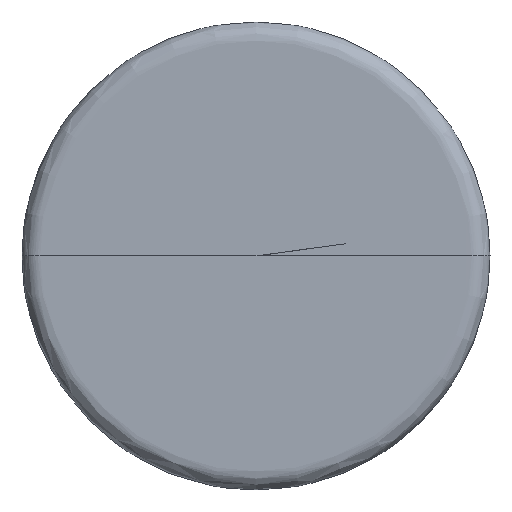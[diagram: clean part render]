
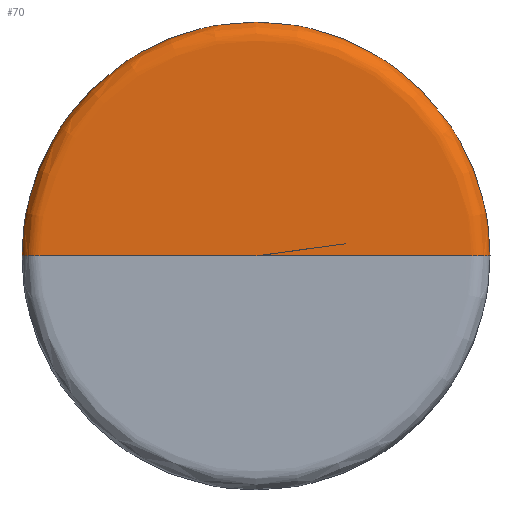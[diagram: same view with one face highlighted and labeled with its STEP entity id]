
A CAD part, top view. The second image highlights one B-rep face of the part: STEP entity #70.
In plain terms, the highlighted free-form (B-spline) face has degree [2, 2] with [9, 5] control points.
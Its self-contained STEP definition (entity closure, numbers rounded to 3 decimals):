
#35=(
BOUNDED_SURFACE()
B_SPLINE_SURFACE(2,2,((#978,#979,#980,#981,#982),(#983,#984,#985,#986,#987),
(#988,#989,#990,#991,#992),(#993,#994,#995,#996,#997),(#998,#999,#1000,
#1001,#1002),(#1003,#1004,#1005,#1006,#1007),(#1008,#1009,#1010,#1011,#1012),
(#1013,#1014,#1015,#1016,#1017),(#1018,#1019,#1020,#1021,#1022)),
 .UNSPECIFIED.,.F.,.F.,.F.)
B_SPLINE_SURFACE_WITH_KNOTS((3,2,2,2,3),(3,2,3),(0.,114.972,123.003,
131.034,303.655),(0.,250.232,500.465),
 .UNSPECIFIED.)
GEOMETRIC_REPRESENTATION_ITEM()
RATIONAL_B_SPLINE_SURFACE(((1.,0.707,1.,0.707,1.),
(1.,0.707,1.,0.707,1.),(1.,0.707,1.,
0.707,1.),(0.92,0.651,0.92,
0.651,0.92),(1.,0.707,1.,0.707,
1.),(0.92,0.651,0.92,0.651,
0.92),(1.,0.707,1.,0.707,1.),(0.874,
0.618,0.874,0.618,0.874),
(1.,0.707,1.,0.707,1.)))
REPRESENTATION_ITEM('')
SURFACE()
);
#70=ADVANCED_FACE('',(#98),#35,.T.);
#98=FACE_OUTER_BOUND('',#126,.T.);
#126=EDGE_LOOP('',(#220,#221,#222));
#220=ORIENTED_EDGE('',*,*,#287,.T.);
#221=ORIENTED_EDGE('',*,*,#286,.F.);
#222=ORIENTED_EDGE('',*,*,#285,.F.);
#285=EDGE_CURVE('',#381,#382,#344,.T.);
#286=EDGE_CURVE('',#382,#383,#345,.T.);
#287=EDGE_CURVE('',#381,#383,#346,.T.);
#344=(
BOUNDED_CURVE()
B_SPLINE_CURVE(2,(#1139,#1140,#1141,#1142,#1143,#1144,#1145,#1146,#1147),
 .UNSPECIFIED.,.F.,.F.)
B_SPLINE_CURVE_WITH_KNOTS((3,2,2,2,3),(0.,114.972,123.003,
131.034,303.655),.UNSPECIFIED.)
CURVE()
GEOMETRIC_REPRESENTATION_ITEM()
RATIONAL_B_SPLINE_CURVE((1.,1.,1.,0.92,1.,0.92,
1.,0.874,1.))
REPRESENTATION_ITEM('')
);
#345=(
BOUNDED_CURVE()
B_SPLINE_CURVE(2,(#1148,#1149,#1150,#1151,#1152),.UNSPECIFIED.,.F.,.F.)
B_SPLINE_CURVE_WITH_KNOTS((3,2,3),(-784.74,-588.555,
-392.37),.UNSPECIFIED.)
CURVE()
GEOMETRIC_REPRESENTATION_ITEM()
RATIONAL_B_SPLINE_CURVE((1.,0.707,1.,0.707,1.))
REPRESENTATION_ITEM('')
);
#346=(
BOUNDED_CURVE()
B_SPLINE_CURVE(2,(#1153,#1154,#1155,#1156,#1157,#1158,#1159,#1160,#1161),
 .UNSPECIFIED.,.F.,.F.)
B_SPLINE_CURVE_WITH_KNOTS((3,2,2,2,3),(0.,114.972,123.003,
131.034,303.655),.UNSPECIFIED.)
CURVE()
GEOMETRIC_REPRESENTATION_ITEM()
RATIONAL_B_SPLINE_CURVE((1.,1.,1.,0.92,1.,0.92,
1.,0.874,1.))
REPRESENTATION_ITEM('')
);
#381=VERTEX_POINT('',#1133);
#382=VERTEX_POINT('',#1134);
#383=VERTEX_POINT('',#1135);
#978=CARTESIAN_POINT('',(0.,0.,287.979));
#979=CARTESIAN_POINT('',(0.,0.,287.979));
#980=CARTESIAN_POINT('',(0.,0.,287.979));
#981=CARTESIAN_POINT('',(0.,0.,287.979));
#982=CARTESIAN_POINT('',(0.,0.,287.979));
#983=CARTESIAN_POINT('',(57.486,0.,287.979));
#984=CARTESIAN_POINT('',(57.486,57.486,287.979));
#985=CARTESIAN_POINT('',(0.,57.486,287.979));
#986=CARTESIAN_POINT('',(-57.486,57.486,287.979));
#987=CARTESIAN_POINT('',(-57.486,0.,287.979));
#988=CARTESIAN_POINT('',(114.972,0.,287.979));
#989=CARTESIAN_POINT('',(114.972,114.972,287.979));
#990=CARTESIAN_POINT('',(0.,114.972,287.979));
#991=CARTESIAN_POINT('',(-114.972,114.972,287.979));
#992=CARTESIAN_POINT('',(-114.972,0.,287.979));
#993=CARTESIAN_POINT('',(119.218,0.,287.979));
#994=CARTESIAN_POINT('',(119.218,119.218,287.979));
#995=CARTESIAN_POINT('',(0.,119.218,287.979));
#996=CARTESIAN_POINT('',(-119.218,119.218,287.979));
#997=CARTESIAN_POINT('',(-119.218,0.,287.979));
#998=CARTESIAN_POINT('',(122.167,0.,284.924));
#999=CARTESIAN_POINT('',(122.167,122.167,284.924));
#1000=CARTESIAN_POINT('',(0.,122.167,284.924));
#1001=CARTESIAN_POINT('',(-122.167,122.167,284.924));
#1002=CARTESIAN_POINT('',(-122.167,0.,284.924));
#1003=CARTESIAN_POINT('',(125.116,0.,281.869));
#1004=CARTESIAN_POINT('',(125.116,125.116,281.869));
#1005=CARTESIAN_POINT('',(0.,125.116,281.869));
#1006=CARTESIAN_POINT('',(-125.116,125.116,281.869));
#1007=CARTESIAN_POINT('',(-125.116,0.,281.869));
#1008=CARTESIAN_POINT('',(124.966,0.,277.625));
#1009=CARTESIAN_POINT('',(124.966,124.966,277.625));
#1010=CARTESIAN_POINT('',(0.,124.966,277.625));
#1011=CARTESIAN_POINT('',(-124.966,124.966,277.625));
#1012=CARTESIAN_POINT('',(-124.966,0.,277.625));
#1013=CARTESIAN_POINT('',(121.616,0.,183.092));
#1014=CARTESIAN_POINT('',(121.616,121.616,183.092));
#1015=CARTESIAN_POINT('',(0.,121.616,183.092));
#1016=CARTESIAN_POINT('',(-121.616,121.616,183.092));
#1017=CARTESIAN_POINT('',(-121.616,0.,183.092));
#1018=CARTESIAN_POINT('',(39.494,0.,136.148));
#1019=CARTESIAN_POINT('',(39.494,39.494,136.148));
#1020=CARTESIAN_POINT('',(0.,39.494,136.148));
#1021=CARTESIAN_POINT('',(-39.494,39.494,136.148));
#1022=CARTESIAN_POINT('',(-39.494,0.,136.148));
#1133=CARTESIAN_POINT('',(0.,0.,287.979));
#1134=CARTESIAN_POINT('',(-39.494,0.,136.148));
#1135=CARTESIAN_POINT('',(39.494,0.,136.148));
#1139=CARTESIAN_POINT('',(0.,0.,287.979));
#1140=CARTESIAN_POINT('',(-57.486,0.,287.979));
#1141=CARTESIAN_POINT('',(-114.972,0.,287.979));
#1142=CARTESIAN_POINT('',(-119.218,0.,287.979));
#1143=CARTESIAN_POINT('',(-122.167,0.,284.924));
#1144=CARTESIAN_POINT('',(-125.116,0.,281.869));
#1145=CARTESIAN_POINT('',(-124.966,0.,277.625));
#1146=CARTESIAN_POINT('',(-121.616,0.,183.092));
#1147=CARTESIAN_POINT('',(-39.494,0.,136.148));
#1148=CARTESIAN_POINT('',(-39.494,0.,136.148));
#1149=CARTESIAN_POINT('',(-39.494,39.494,136.148));
#1150=CARTESIAN_POINT('',(0.,39.494,136.148));
#1151=CARTESIAN_POINT('',(39.494,39.494,136.148));
#1152=CARTESIAN_POINT('',(39.494,0.,136.148));
#1153=CARTESIAN_POINT('',(0.,0.,287.979));
#1154=CARTESIAN_POINT('',(57.486,0.,287.979));
#1155=CARTESIAN_POINT('',(114.972,0.,287.979));
#1156=CARTESIAN_POINT('',(119.218,0.,287.979));
#1157=CARTESIAN_POINT('',(122.167,0.,284.924));
#1158=CARTESIAN_POINT('',(125.116,0.,281.869));
#1159=CARTESIAN_POINT('',(124.966,0.,277.625));
#1160=CARTESIAN_POINT('',(121.616,0.,183.092));
#1161=CARTESIAN_POINT('',(39.494,0.,136.148));
